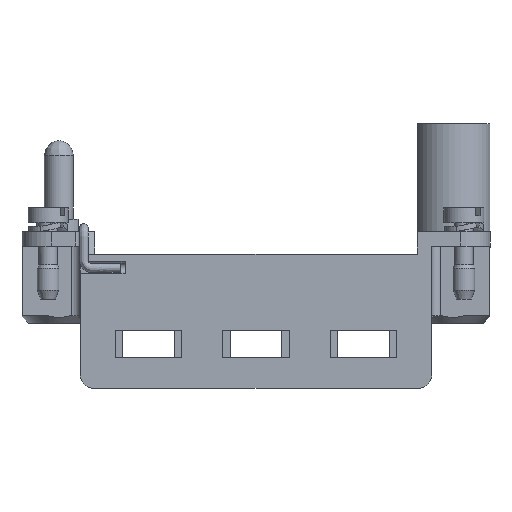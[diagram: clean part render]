
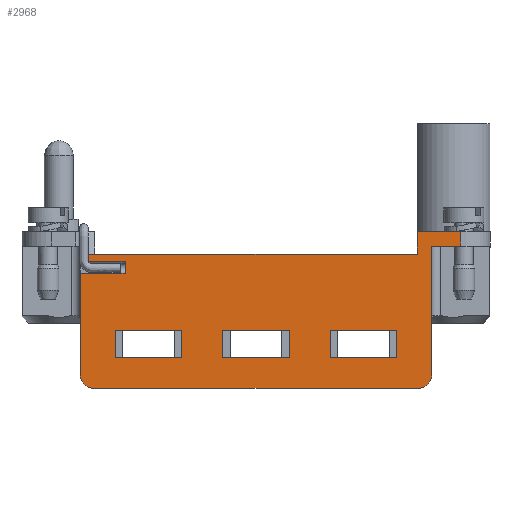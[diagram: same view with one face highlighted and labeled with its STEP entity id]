
A CAD part, front view. The second image highlights one B-rep face of the part: STEP entity #2968.
In plain terms, the highlighted planar face has unit normal (0, -1, 0).
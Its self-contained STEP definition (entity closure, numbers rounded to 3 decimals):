
#2968=ADVANCED_FACE('',(#3924,#3925,#3926,#3927),#3553,.F.);
#3553=PLANE('',#13123);
#3924=FACE_BOUND('',#4153,.T.);
#3925=FACE_BOUND('',#4154,.T.);
#3926=FACE_BOUND('',#4155,.T.);
#3927=FACE_BOUND('',#4156,.T.);
#4153=EDGE_LOOP('',(#5325,#5326,#5327,#5328));
#4154=EDGE_LOOP('',(#5329,#5330,#5331,#5332));
#4155=EDGE_LOOP('',(#5333,#5334,#5335,#5336));
#4156=EDGE_LOOP('',(#5337,#5338,#5339,#5340,#5341,#5342,#5343,#5344,#5345,
#5346,#5347,#5348,#5349,#5350,#5351,#5352));
#4859=CIRCLE('',#13121,1.88);
#4860=CIRCLE('',#13122,1.88);
#5325=ORIENTED_EDGE('',*,*,#9580,.T.);
#5326=ORIENTED_EDGE('',*,*,#9581,.T.);
#5327=ORIENTED_EDGE('',*,*,#9582,.T.);
#5328=ORIENTED_EDGE('',*,*,#9583,.T.);
#5329=ORIENTED_EDGE('',*,*,#9584,.T.);
#5330=ORIENTED_EDGE('',*,*,#9585,.T.);
#5331=ORIENTED_EDGE('',*,*,#9586,.T.);
#5332=ORIENTED_EDGE('',*,*,#9587,.T.);
#5333=ORIENTED_EDGE('',*,*,#9588,.T.);
#5334=ORIENTED_EDGE('',*,*,#9589,.T.);
#5335=ORIENTED_EDGE('',*,*,#9590,.T.);
#5336=ORIENTED_EDGE('',*,*,#9591,.T.);
#5337=ORIENTED_EDGE('',*,*,#9592,.F.);
#5338=ORIENTED_EDGE('',*,*,#9579,.F.);
#5339=ORIENTED_EDGE('',*,*,#9593,.T.);
#5340=ORIENTED_EDGE('',*,*,#9594,.F.);
#5341=ORIENTED_EDGE('',*,*,#9595,.F.);
#5342=ORIENTED_EDGE('',*,*,#9596,.T.);
#5343=ORIENTED_EDGE('',*,*,#9597,.F.);
#5344=ORIENTED_EDGE('',*,*,#9598,.F.);
#5345=ORIENTED_EDGE('',*,*,#9599,.F.);
#5346=ORIENTED_EDGE('',*,*,#9600,.F.);
#5347=ORIENTED_EDGE('',*,*,#9601,.F.);
#5348=ORIENTED_EDGE('',*,*,#9602,.F.);
#5349=ORIENTED_EDGE('',*,*,#9603,.T.);
#5350=ORIENTED_EDGE('',*,*,#9441,.T.);
#5351=ORIENTED_EDGE('',*,*,#9604,.F.);
#5352=ORIENTED_EDGE('',*,*,#9605,.F.);
#8336=VERTEX_POINT('',#16548);
#8337=VERTEX_POINT('',#16550);
#8451=VERTEX_POINT('',#16911);
#8455=VERTEX_POINT('',#16919);
#8456=VERTEX_POINT('',#16923);
#8457=VERTEX_POINT('',#16924);
#8458=VERTEX_POINT('',#16926);
#8459=VERTEX_POINT('',#16928);
#8460=VERTEX_POINT('',#16931);
#8461=VERTEX_POINT('',#16932);
#8462=VERTEX_POINT('',#16934);
#8463=VERTEX_POINT('',#16936);
#8464=VERTEX_POINT('',#16939);
#8465=VERTEX_POINT('',#16940);
#8466=VERTEX_POINT('',#16942);
#8467=VERTEX_POINT('',#16944);
#8468=VERTEX_POINT('',#16947);
#8469=VERTEX_POINT('',#16949);
#8470=VERTEX_POINT('',#16951);
#8471=VERTEX_POINT('',#16953);
#8472=VERTEX_POINT('',#16955);
#8473=VERTEX_POINT('',#16957);
#8474=VERTEX_POINT('',#16959);
#8475=VERTEX_POINT('',#16961);
#8476=VERTEX_POINT('',#16963);
#8477=VERTEX_POINT('',#16965);
#8478=VERTEX_POINT('',#16967);
#8479=VERTEX_POINT('',#16970);
#9441=EDGE_CURVE('',#8337,#8336,#11029,.T.);
#9579=EDGE_CURVE('',#8455,#8451,#11119,.T.);
#9580=EDGE_CURVE('',#8456,#8457,#11120,.T.);
#9581=EDGE_CURVE('',#8457,#8458,#11121,.T.);
#9582=EDGE_CURVE('',#8458,#8459,#11122,.T.);
#9583=EDGE_CURVE('',#8459,#8456,#11123,.T.);
#9584=EDGE_CURVE('',#8460,#8461,#11124,.T.);
#9585=EDGE_CURVE('',#8461,#8462,#11125,.T.);
#9586=EDGE_CURVE('',#8462,#8463,#11126,.T.);
#9587=EDGE_CURVE('',#8463,#8460,#11127,.T.);
#9588=EDGE_CURVE('',#8464,#8465,#11128,.T.);
#9589=EDGE_CURVE('',#8465,#8466,#11129,.T.);
#9590=EDGE_CURVE('',#8466,#8467,#11130,.T.);
#9591=EDGE_CURVE('',#8467,#8464,#11131,.T.);
#9592=EDGE_CURVE('',#8451,#8468,#11132,.T.);
#9593=EDGE_CURVE('',#8455,#8469,#11133,.T.);
#9594=EDGE_CURVE('',#8470,#8469,#11134,.T.);
#9595=EDGE_CURVE('',#8471,#8470,#11135,.T.);
#9596=EDGE_CURVE('',#8471,#8472,#11136,.T.);
#9597=EDGE_CURVE('',#8473,#8472,#4859,.T.);
#9598=EDGE_CURVE('',#8474,#8473,#11137,.T.);
#9599=EDGE_CURVE('',#8475,#8474,#4860,.T.);
#9600=EDGE_CURVE('',#8476,#8475,#11138,.T.);
#9601=EDGE_CURVE('',#8477,#8476,#11139,.T.);
#9602=EDGE_CURVE('',#8478,#8477,#11140,.T.);
#9603=EDGE_CURVE('',#8478,#8337,#11141,.T.);
#9604=EDGE_CURVE('',#8479,#8336,#11142,.T.);
#9605=EDGE_CURVE('',#8468,#8479,#11143,.T.);
#11029=LINE('',#16549,#11888);
#11119=LINE('',#16920,#11978);
#11120=LINE('',#16922,#11979);
#11121=LINE('',#16925,#11980);
#11122=LINE('',#16927,#11981);
#11123=LINE('',#16929,#11982);
#11124=LINE('',#16930,#11983);
#11125=LINE('',#16933,#11984);
#11126=LINE('',#16935,#11985);
#11127=LINE('',#16937,#11986);
#11128=LINE('',#16938,#11987);
#11129=LINE('',#16941,#11988);
#11130=LINE('',#16943,#11989);
#11131=LINE('',#16945,#11990);
#11132=LINE('',#16946,#11991);
#11133=LINE('',#16948,#11992);
#11134=LINE('',#16950,#11993);
#11135=LINE('',#16952,#11994);
#11136=LINE('',#16954,#11995);
#11137=LINE('',#16958,#11996);
#11138=LINE('',#16962,#11997);
#11139=LINE('',#16964,#11998);
#11140=LINE('',#16966,#11999);
#11141=LINE('',#16968,#12000);
#11142=LINE('',#16969,#12001);
#11143=LINE('',#16971,#12002);
#11888=VECTOR('',#13942,1.);
#11978=VECTOR('',#14132,1.);
#11979=VECTOR('',#14135,1.);
#11980=VECTOR('',#14136,1.);
#11981=VECTOR('',#14137,1.);
#11982=VECTOR('',#14138,1.);
#11983=VECTOR('',#14139,1.);
#11984=VECTOR('',#14140,1.);
#11985=VECTOR('',#14141,1.);
#11986=VECTOR('',#14142,1.);
#11987=VECTOR('',#14143,1.);
#11988=VECTOR('',#14144,1.);
#11989=VECTOR('',#14145,1.);
#11990=VECTOR('',#14146,1.);
#11991=VECTOR('',#14147,1.);
#11992=VECTOR('',#14148,1.);
#11993=VECTOR('',#14149,1.);
#11994=VECTOR('',#14150,1.);
#11995=VECTOR('',#14151,1.);
#11996=VECTOR('',#14154,1.);
#11997=VECTOR('',#14157,1.);
#11998=VECTOR('',#14158,1.);
#11999=VECTOR('',#14159,1.);
#12000=VECTOR('',#14160,1.);
#12001=VECTOR('',#14161,1.);
#12002=VECTOR('',#14162,1.);
#13121=AXIS2_PLACEMENT_3D('',#16956,#14152,#14153);
#13122=AXIS2_PLACEMENT_3D('',#16960,#14155,#14156);
#13123=AXIS2_PLACEMENT_3D('',#16972,#14163,#14164);
#13942=DIRECTION('',(-1.,0.,0.));
#14132=DIRECTION('',(0.,0.,1.));
#14135=DIRECTION('',(0.,0.,1.));
#14136=DIRECTION('',(1.,0.,0.));
#14137=DIRECTION('',(0.,0.,-1.));
#14138=DIRECTION('',(-1.,0.,0.));
#14139=DIRECTION('',(0.,0.,1.));
#14140=DIRECTION('',(1.,0.,0.));
#14141=DIRECTION('',(0.,0.,-1.));
#14142=DIRECTION('',(-1.,0.,0.));
#14143=DIRECTION('',(0.,0.,1.));
#14144=DIRECTION('',(1.,0.,0.));
#14145=DIRECTION('',(0.,0.,-1.));
#14146=DIRECTION('',(-1.,0.,0.));
#14147=DIRECTION('',(1.,0.,0.));
#14148=DIRECTION('',(1.,0.,0.));
#14149=DIRECTION('',(0.,0.,1.));
#14150=DIRECTION('',(1.,0.,0.));
#14151=DIRECTION('',(0.,0.,-1.));
#14152=DIRECTION('',(0.,1.,0.));
#14153=DIRECTION('',(-1.,0.,0.));
#14154=DIRECTION('',(-1.,0.,0.));
#14155=DIRECTION('',(0.,1.,0.));
#14156=DIRECTION('',(-1.,0.,0.));
#14157=DIRECTION('',(0.,0.,-1.));
#14158=DIRECTION('',(-1.,0.,0.));
#14159=DIRECTION('',(-1.,0.,0.));
#14160=DIRECTION('',(0.,0.,1.));
#14161=DIRECTION('',(0.,0.,1.));
#14162=DIRECTION('',(1.,0.,0.));
#14163=DIRECTION('',(0.,1.,0.));
#14164=DIRECTION('',(0.,0.,-1.));
#16548=CARTESIAN_POINT('',(22.1,-17.2,2.));
#16549=CARTESIAN_POINT('',(22.1,-17.2,2.));
#16550=CARTESIAN_POINT('',(28.075,-17.2,2.));
#16911=CARTESIAN_POINT('',(-22.95,-17.2,-1.1));
#16919=CARTESIAN_POINT('',(-22.95,-17.2,-2.037));
#16920=CARTESIAN_POINT('',(-22.95,-17.2,2.));
#16922=CARTESIAN_POINT('',(-19.25,-17.2,-19.5));
#16923=CARTESIAN_POINT('',(-19.25,-17.2,-15.3));
#16924=CARTESIAN_POINT('',(-19.25,-17.2,-11.5));
#16925=CARTESIAN_POINT('',(-24.1,-17.2,-11.5));
#16926=CARTESIAN_POINT('',(-10.15,-17.2,-11.5));
#16927=CARTESIAN_POINT('',(-10.15,-17.2,-19.5));
#16928=CARTESIAN_POINT('',(-10.15,-17.2,-15.3));
#16929=CARTESIAN_POINT('',(-24.1,-17.2,-15.3));
#16930=CARTESIAN_POINT('',(10.15,-17.2,-19.5));
#16931=CARTESIAN_POINT('',(10.15,-17.2,-15.3));
#16932=CARTESIAN_POINT('',(10.15,-17.2,-11.5));
#16933=CARTESIAN_POINT('',(-24.1,-17.2,-11.5));
#16934=CARTESIAN_POINT('',(19.25,-17.2,-11.5));
#16935=CARTESIAN_POINT('',(19.25,-17.2,-19.5));
#16936=CARTESIAN_POINT('',(19.25,-17.2,-15.3));
#16937=CARTESIAN_POINT('',(-24.1,-17.2,-15.3));
#16938=CARTESIAN_POINT('',(-4.55,-17.2,-19.5));
#16939=CARTESIAN_POINT('',(-4.55,-17.2,-15.3));
#16940=CARTESIAN_POINT('',(-4.55,-17.2,-11.5));
#16941=CARTESIAN_POINT('',(-24.1,-17.2,-11.5));
#16942=CARTESIAN_POINT('',(4.55,-17.2,-11.5));
#16943=CARTESIAN_POINT('',(4.55,-17.2,-19.5));
#16944=CARTESIAN_POINT('',(4.55,-17.2,-15.3));
#16945=CARTESIAN_POINT('',(-24.1,-17.2,-15.3));
#16946=CARTESIAN_POINT('',(-24.3,-17.2,-1.1));
#16947=CARTESIAN_POINT('',(-22.1,-17.2,-1.1));
#16948=CARTESIAN_POINT('',(-24.3,-17.2,-2.037));
#16949=CARTESIAN_POINT('',(-17.95,-17.2,-2.037));
#16950=CARTESIAN_POINT('',(-17.95,-17.2,-3.7));
#16951=CARTESIAN_POINT('',(-17.95,-17.2,-3.7));
#16952=CARTESIAN_POINT('',(-22.95,-17.2,-3.7));
#16953=CARTESIAN_POINT('',(-24.1,-17.2,-3.7));
#16954=CARTESIAN_POINT('',(-24.1,-17.2,-3.816));
#16955=CARTESIAN_POINT('',(-24.1,-17.2,-17.62));
#16956=CARTESIAN_POINT('',(-22.22,-17.2,-17.62));
#16957=CARTESIAN_POINT('',(-22.22,-17.2,-19.5));
#16958=CARTESIAN_POINT('',(-24.1,-17.2,-19.5));
#16959=CARTESIAN_POINT('',(22.22,-17.2,-19.5));
#16960=CARTESIAN_POINT('',(22.22,-17.2,-17.62));
#16961=CARTESIAN_POINT('',(24.1,-17.2,-17.62));
#16962=CARTESIAN_POINT('',(24.1,-17.2,-3.816));
#16963=CARTESIAN_POINT('',(24.1,-17.2,0.));
#16964=CARTESIAN_POINT('',(0.,-17.2,0.));
#16965=CARTESIAN_POINT('',(24.978,-17.2,0.));
#16966=CARTESIAN_POINT('',(32.075,-17.2,0.));
#16967=CARTESIAN_POINT('',(28.075,-17.2,0.));
#16968=CARTESIAN_POINT('',(28.075,-17.2,-19.5));
#16969=CARTESIAN_POINT('',(22.1,-17.2,-19.5));
#16970=CARTESIAN_POINT('',(22.1,-17.2,-1.1));
#16971=CARTESIAN_POINT('',(-24.1,-17.2,-1.1));
#16972=CARTESIAN_POINT('',(-24.1,-17.2,-19.5));
